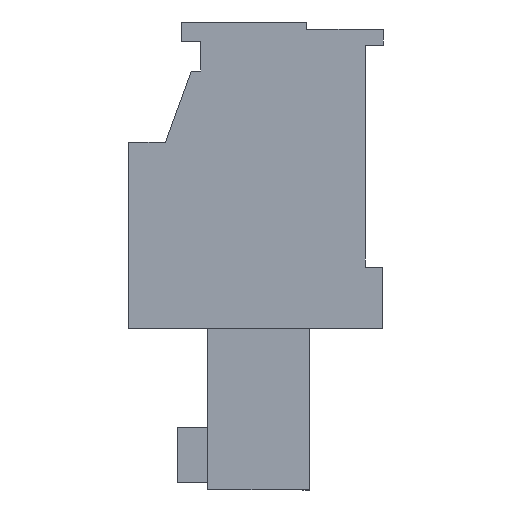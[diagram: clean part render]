
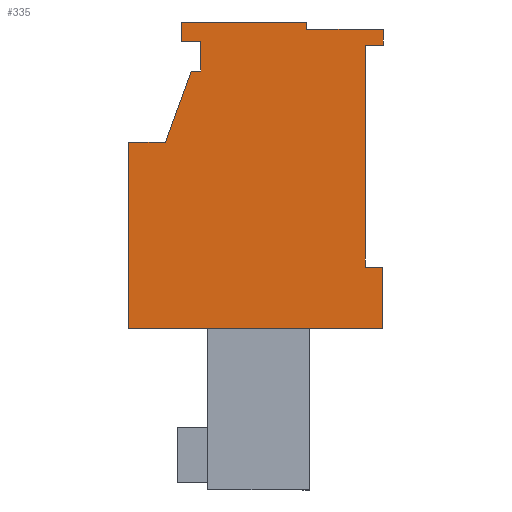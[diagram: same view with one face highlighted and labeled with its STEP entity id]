
A CAD part, left-side view. The second image highlights one B-rep face of the part: STEP entity #335.
In plain terms, the highlighted planar face has unit normal (-1, 0, 0).
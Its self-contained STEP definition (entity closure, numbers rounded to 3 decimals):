
#219=AXIS2_PLACEMENT_3D('Plane Axis2P3D',#216,#217,#218) ;
#49=CARTESIAN_POINT('Vertex',(0.,7.45,17.1)) ;
#52=CARTESIAN_POINT('Line Origine',(0.,7.45,17.7)) ;
#56=CARTESIAN_POINT('Vertex',(0.,7.45,18.3)) ;
#116=CARTESIAN_POINT('Line Origine',(0.,7.647,17.1)) ;
#120=CARTESIAN_POINT('Vertex',(0.,7.844,17.1)) ;
#216=CARTESIAN_POINT('Axis2P3D Location',(0.,5.25,6.6)) ;
#221=CARTESIAN_POINT('Line Origine',(0.,0.05,7.85)) ;
#225=CARTESIAN_POINT('Vertex',(0.,0.05,9.1)) ;
#227=CARTESIAN_POINT('Vertex',(0.,0.05,6.6)) ;
#230=CARTESIAN_POINT('Line Origine',(0.,0.4,9.1)) ;
#234=CARTESIAN_POINT('Vertex',(0.,0.75,9.1)) ;
#237=CARTESIAN_POINT('Line Origine',(0.,0.75,13.625)) ;
#241=CARTESIAN_POINT('Vertex',(0.,0.75,18.15)) ;
#244=CARTESIAN_POINT('Line Origine',(0.,0.375,18.15)) ;
#248=CARTESIAN_POINT('Vertex',(0.,0.,18.15)) ;
#251=CARTESIAN_POINT('Line Origine',(0.,0.,18.475)) ;
#255=CARTESIAN_POINT('Vertex',(0.,0.,18.8)) ;
#258=CARTESIAN_POINT('Line Origine',(0.,1.565,18.8)) ;
#262=CARTESIAN_POINT('Vertex',(0.,3.13,18.8)) ;
#265=CARTESIAN_POINT('Line Origine',(0.,3.13,18.95)) ;
#269=CARTESIAN_POINT('Vertex',(0.,3.13,19.1)) ;
#272=CARTESIAN_POINT('Line Origine',(0.,5.69,19.1)) ;
#276=CARTESIAN_POINT('Vertex',(0.,8.25,19.1)) ;
#279=CARTESIAN_POINT('Line Origine',(0.,8.25,18.7)) ;
#283=CARTESIAN_POINT('Vertex',(0.,8.25,18.3)) ;
#286=CARTESIAN_POINT('Line Origine',(0.,7.85,18.3)) ;
#291=CARTESIAN_POINT('Line Origine',(0.,8.372,15.65)) ;
#295=CARTESIAN_POINT('Vertex',(0.,8.9,14.2)) ;
#298=CARTESIAN_POINT('Line Origine',(0.,9.65,14.2)) ;
#302=CARTESIAN_POINT('Vertex',(0.,10.4,14.2)) ;
#305=CARTESIAN_POINT('Line Origine',(0.,10.4,10.4)) ;
#309=CARTESIAN_POINT('Vertex',(0.,10.4,6.6)) ;
#312=CARTESIAN_POINT('Line Origine',(0.,5.225,6.6)) ;
#53=DIRECTION('Vector Direction',(0.,0.,1.)) ;
#117=DIRECTION('Vector Direction',(0.,-1.,0.)) ;
#217=DIRECTION('Axis2P3D Direction',(1.,0.,0.)) ;
#218=DIRECTION('Axis2P3D XDirection',(0.,1.,0.)) ;
#222=DIRECTION('Vector Direction',(0.,0.,-1.)) ;
#231=DIRECTION('Vector Direction',(0.,-1.,0.)) ;
#238=DIRECTION('Vector Direction',(0.,0.,-1.)) ;
#245=DIRECTION('Vector Direction',(0.,1.,0.)) ;
#252=DIRECTION('Vector Direction',(0.,0.,-1.)) ;
#259=DIRECTION('Vector Direction',(0.,-1.,0.)) ;
#266=DIRECTION('Vector Direction',(0.,0.,1.)) ;
#273=DIRECTION('Vector Direction',(0.,-1.,0.)) ;
#280=DIRECTION('Vector Direction',(0.,0.,1.)) ;
#287=DIRECTION('Vector Direction',(0.,-1.,0.)) ;
#292=DIRECTION('Vector Direction',(0.,-0.342,0.94)) ;
#299=DIRECTION('Vector Direction',(0.,-1.,0.)) ;
#306=DIRECTION('Vector Direction',(0.,0.,1.)) ;
#313=DIRECTION('Vector Direction',(0.,1.,0.)) ;
#54=VECTOR('Line Direction',#53,1.) ;
#118=VECTOR('Line Direction',#117,1.) ;
#223=VECTOR('Line Direction',#222,1.) ;
#232=VECTOR('Line Direction',#231,1.) ;
#239=VECTOR('Line Direction',#238,1.) ;
#246=VECTOR('Line Direction',#245,1.) ;
#253=VECTOR('Line Direction',#252,1.) ;
#260=VECTOR('Line Direction',#259,1.) ;
#267=VECTOR('Line Direction',#266,1.) ;
#274=VECTOR('Line Direction',#273,1.) ;
#281=VECTOR('Line Direction',#280,1.) ;
#288=VECTOR('Line Direction',#287,1.) ;
#293=VECTOR('Line Direction',#292,1.) ;
#300=VECTOR('Line Direction',#299,1.) ;
#307=VECTOR('Line Direction',#306,1.) ;
#314=VECTOR('Line Direction',#313,1.) ;
#318=ORIENTED_EDGE('',*,*,#229,.F.) ;
#319=ORIENTED_EDGE('',*,*,#236,.F.) ;
#320=ORIENTED_EDGE('',*,*,#243,.F.) ;
#321=ORIENTED_EDGE('',*,*,#250,.F.) ;
#322=ORIENTED_EDGE('',*,*,#257,.F.) ;
#323=ORIENTED_EDGE('',*,*,#264,.F.) ;
#324=ORIENTED_EDGE('',*,*,#271,.T.) ;
#325=ORIENTED_EDGE('',*,*,#278,.F.) ;
#326=ORIENTED_EDGE('',*,*,#285,.F.) ;
#327=ORIENTED_EDGE('',*,*,#290,.T.) ;
#328=ORIENTED_EDGE('',*,*,#58,.F.) ;
#329=ORIENTED_EDGE('',*,*,#122,.F.) ;
#330=ORIENTED_EDGE('',*,*,#297,.F.) ;
#331=ORIENTED_EDGE('',*,*,#304,.F.) ;
#332=ORIENTED_EDGE('',*,*,#311,.F.) ;
#333=ORIENTED_EDGE('',*,*,#316,.F.) ;
#335=ADVANCED_FACE('HOUSING',(#334),#220,.F.) ;
#58=EDGE_CURVE('',#50,#57,#55,.T.) ;
#122=EDGE_CURVE('',#121,#50,#119,.T.) ;
#229=EDGE_CURVE('',#226,#228,#224,.T.) ;
#236=EDGE_CURVE('',#235,#226,#233,.T.) ;
#243=EDGE_CURVE('',#242,#235,#240,.T.) ;
#250=EDGE_CURVE('',#249,#242,#247,.T.) ;
#257=EDGE_CURVE('',#256,#249,#254,.T.) ;
#264=EDGE_CURVE('',#263,#256,#261,.T.) ;
#271=EDGE_CURVE('',#263,#270,#268,.T.) ;
#278=EDGE_CURVE('',#277,#270,#275,.T.) ;
#285=EDGE_CURVE('',#284,#277,#282,.T.) ;
#290=EDGE_CURVE('',#284,#57,#289,.T.) ;
#297=EDGE_CURVE('',#296,#121,#294,.T.) ;
#304=EDGE_CURVE('',#303,#296,#301,.T.) ;
#311=EDGE_CURVE('',#310,#303,#308,.T.) ;
#316=EDGE_CURVE('',#228,#310,#315,.T.) ;
#317=EDGE_LOOP('',(#318,#319,#320,#321,#322,#323,#324,#325,#326,#327,#328,#329,#330,#331,#332,#333)) ;
#334=FACE_OUTER_BOUND('',#317,.T.) ;
#55=LINE('Line',#52,#54) ;
#119=LINE('Line',#116,#118) ;
#224=LINE('Line',#221,#223) ;
#233=LINE('Line',#230,#232) ;
#240=LINE('Line',#237,#239) ;
#247=LINE('Line',#244,#246) ;
#254=LINE('Line',#251,#253) ;
#261=LINE('Line',#258,#260) ;
#268=LINE('Line',#265,#267) ;
#275=LINE('Line',#272,#274) ;
#282=LINE('Line',#279,#281) ;
#289=LINE('Line',#286,#288) ;
#294=LINE('Line',#291,#293) ;
#301=LINE('Line',#298,#300) ;
#308=LINE('Line',#305,#307) ;
#315=LINE('Line',#312,#314) ;
#220=PLANE('',#219) ;
#50=VERTEX_POINT('',#49) ;
#57=VERTEX_POINT('',#56) ;
#121=VERTEX_POINT('',#120) ;
#226=VERTEX_POINT('',#225) ;
#228=VERTEX_POINT('',#227) ;
#235=VERTEX_POINT('',#234) ;
#242=VERTEX_POINT('',#241) ;
#249=VERTEX_POINT('',#248) ;
#256=VERTEX_POINT('',#255) ;
#263=VERTEX_POINT('',#262) ;
#270=VERTEX_POINT('',#269) ;
#277=VERTEX_POINT('',#276) ;
#284=VERTEX_POINT('',#283) ;
#296=VERTEX_POINT('',#295) ;
#303=VERTEX_POINT('',#302) ;
#310=VERTEX_POINT('',#309) ;
